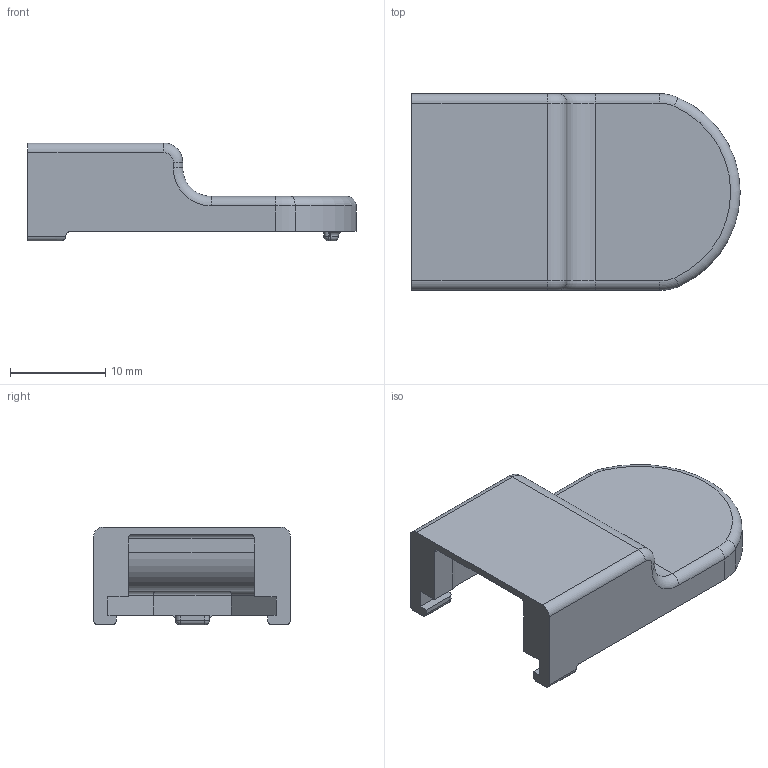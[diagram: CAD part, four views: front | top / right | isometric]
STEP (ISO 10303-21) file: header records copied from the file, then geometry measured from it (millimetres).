
FILE_DESCRIPTION (( 'STEP AP214' ), '1' );
FILE_NAME ('WeeMouseA300A400House.step', '2025-05-31T17:27:45', ( '' ), ( '' ), 'SwSTEP 2.0', 'SolidWorks 2025', '' );
FILE_SCHEMA (( 'AUTOMOTIVE_DESIGN' ));
Length unit declared in the file: millimetre
Products named in the file (1): WeeMouseA300A400House
Bounding box: 34.54 x 20.7 x 10.3 mm (x, y, z)
Volume: 1439.9 mm3; surface area: 2436.5 mm2
Topology: 1 solids, 1 shells, 107 faces, 265 edges, 154 vertices
Faces by surface type: cylinder 50, plane 34, torus 17, sphere 6
Entity records: 3117 total; most frequent: DIRECTION 578, CARTESIAN_POINT 539, ORIENTED_EDGE 518, EDGE_CURVE 259, AXIS2_PLACEMENT_3D 217, VERTEX_POINT 154, VECTOR 144, LINE 144
